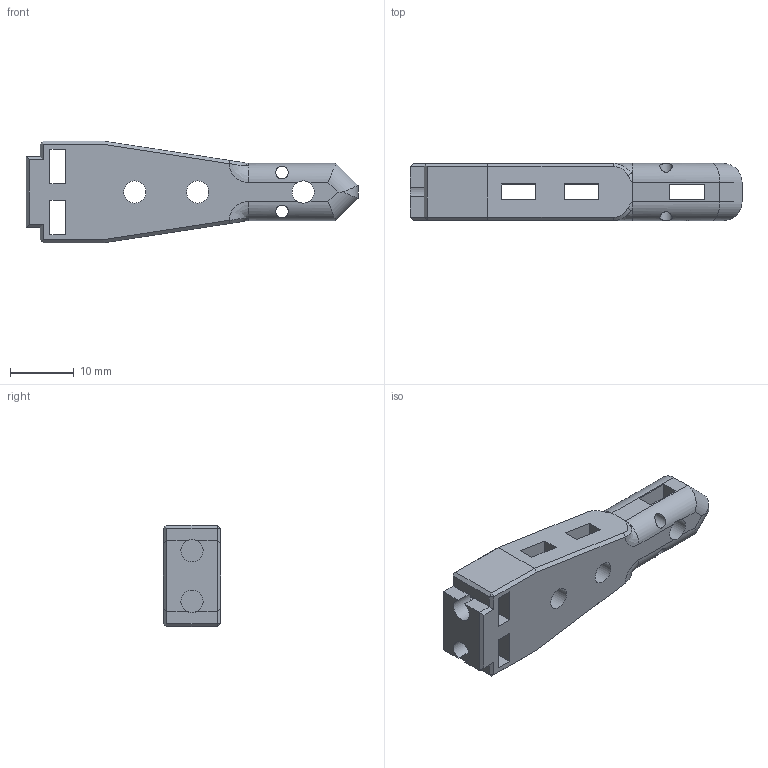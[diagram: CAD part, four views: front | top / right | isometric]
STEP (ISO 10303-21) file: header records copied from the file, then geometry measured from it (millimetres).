
FILE_DESCRIPTION(/* description */ (''),/* implementation_level */ '2;1');
FILE_NAME(/* name */ 'TibiaBottom.step',/* time_stamp */ '2023-01-01T02:11:58-06:00',/* author */ (''),/* organization */ (''),/* preprocessor_version */ 'ST-DEVELOPER v19.2',/* originating_system */ 'Autodesk Translation Framework v11.17.0.187',/* authorisation */ '');
FILE_SCHEMA (('AUTOMOTIVE_DESIGN { 1 0 10303 214 3 1 1 }'));
Length unit declared in the file: millimetre
Products named in the file (1): TibiaBottom
Bounding box: 52.21 x 9 x 16 mm (x, y, z)
Volume: 4238.9 mm3; surface area: 3169.8 mm2
Topology: 1 solids, 1 shells, 104 faces, 296 edges, 182 vertices
Faces by surface type: plane 66, cylinder 22, bspline 16
Full cylindrical faces by diameter (mm): 2 x2, 3.5 x10
Entity records: 3820 total; most frequent: CARTESIAN_POINT 1165, ORIENTED_EDGE 576, DIRECTION 472, EDGE_CURVE 288, LINE 194, VECTOR 194, VERTEX_POINT 182, AXIS2_PLACEMENT_3D 139
